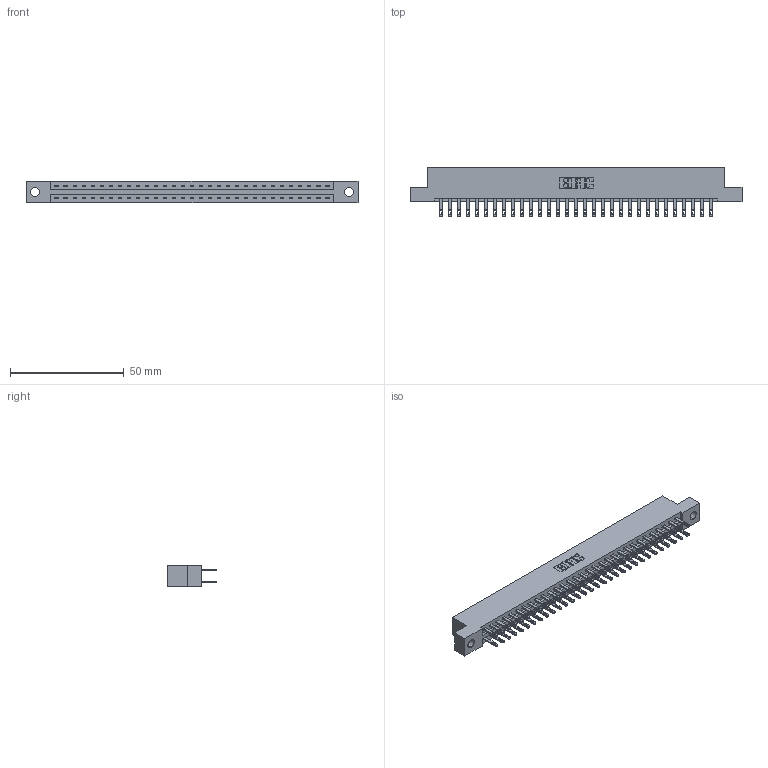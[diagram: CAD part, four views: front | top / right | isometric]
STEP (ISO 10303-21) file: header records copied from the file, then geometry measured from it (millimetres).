
FILE_DESCRIPTION (( 'STEP AP203' ), '1' );
FILE_NAME ('337-062-500-204.STEP', '2019-10-09T20:59:04', ( '' ), ( '' ), 'SwSTEP 2.0', 'SolidWorks 2016', '' );
FILE_SCHEMA (( 'CONFIG_CONTROL_DESIGN' ));
Length unit declared in the file: inch
Products named in the file (3): 337 Part_Flush Mounting Lugs - 0.156 Dia-TH; 337-062-500-204; 345-292-001_345-293-100
Assembly tree (63 placements, depth 2):
  337-062-500-204
    337 Part_Flush Mounting Lugs - 0.156 Dia-TH
    345-292-001_345-293-100  x62
Bounding box: 145.85 x 21.85 x 9.4 mm (x, y, z)
Volume: 15325.7 mm3; surface area: 17704.2 mm2
Topology: 63 solids, 63 shells, 3214 faces, 9797 edges, 6530 vertices
Faces by surface type: plane 2054, cylinder 1160
Entity records: 25391 total; most frequent: CARTESIAN_POINT 4286, ORIENTED_EDGE 4222, DIRECTION 3667, EDGE_CURVE 2111, VECTOR 1979, LINE 1979, VERTEX_POINT 1406, AXIS2_PLACEMENT_3D 844
